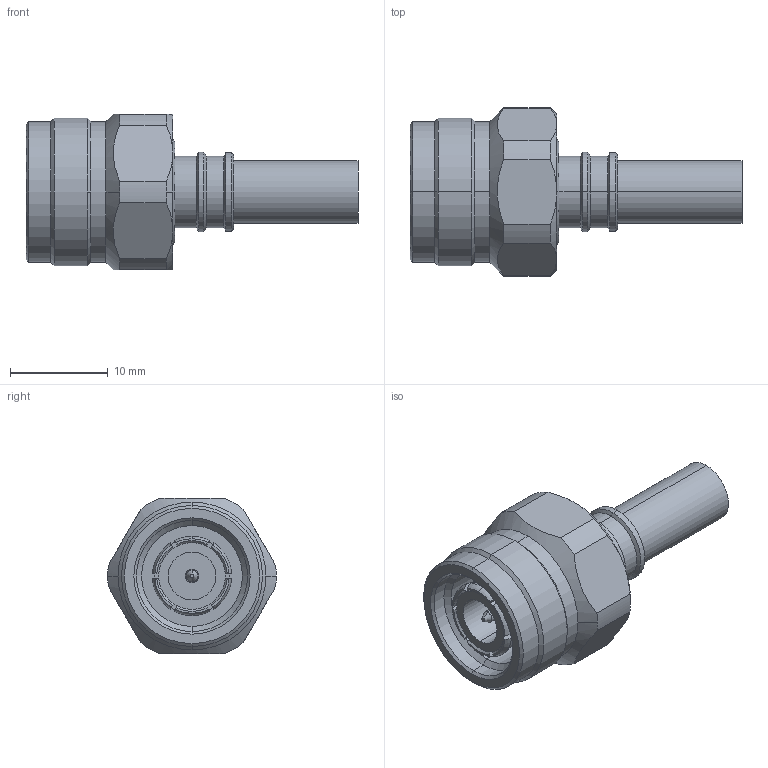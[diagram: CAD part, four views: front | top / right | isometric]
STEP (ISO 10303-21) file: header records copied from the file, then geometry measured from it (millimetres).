
FILE_DESCRIPTION (( 'STEP AP214' ), '1' );
FILE_NAME ('3190-6496(EZ-195-TM-X).STEP', '2020-08-19T08:09:20', ( '' ), ( '' ), 'SwSTEP 2.0', 'SolidWorks 2017', '' );
FILE_SCHEMA (( 'AUTOMOTIVE_DESIGN' ));
Length unit declared in the file: millimetre
Products named in the file (1): 3190-6496(EZ-195-TM-X)
Bounding box: 33.9 x 17.2 x 15.88 mm (x, y, z)
Volume: 2763.2 mm3; surface area: 2734.7 mm2
Topology: 2 solids, 2 shells, 159 faces, 380 edges, 236 vertices
Faces by surface type: cylinder 52, cone 48, plane 45, bspline 14
Entity records: 6682 total; most frequent: CARTESIAN_POINT 1204, DIRECTION 802, ORIENTED_EDGE 760, EDGE_CURVE 380, AXIS2_PLACEMENT_3D 330, VERTEX_POINT 236, CIRCLE 184, EDGE_LOOP 172
